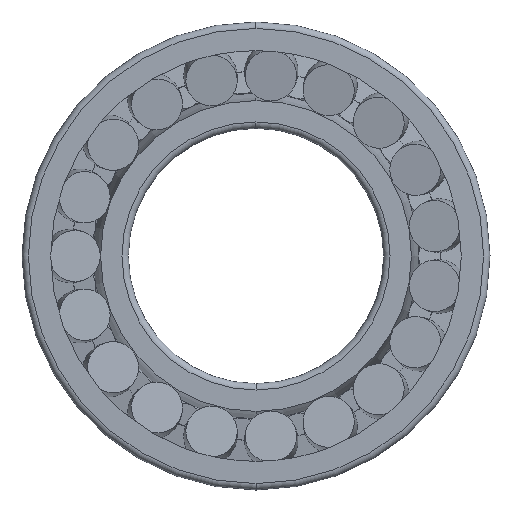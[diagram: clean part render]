
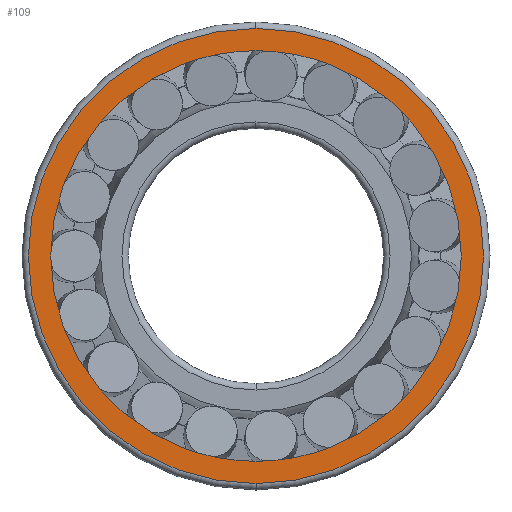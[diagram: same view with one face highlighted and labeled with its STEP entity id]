
A CAD part, left-side view. The second image highlights one B-rep face of the part: STEP entity #109.
In plain terms, the highlighted planar face has unit normal (-1, 0, 0).
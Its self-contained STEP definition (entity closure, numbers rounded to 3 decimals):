
#109=ADVANCED_FACE('',(#423,#424),#425,.T.);
#423=FACE_OUTER_BOUND('',#1042,.T.);
#424=FACE_BOUND('',#1043,.T.);
#425=PLANE('',#1044);
#1042=EDGE_LOOP('',(#1908,#1909,#1910));
#1043=EDGE_LOOP('',(#1911,#1912,#1913));
#1044=AXIS2_PLACEMENT_3D('',#1914,#1915,#1916);
#1908=ORIENTED_EDGE('',*,*,#3880,.F.);
#1909=ORIENTED_EDGE('',*,*,#3879,.F.);
#1910=ORIENTED_EDGE('',*,*,#3921,.F.);
#1911=ORIENTED_EDGE('',*,*,#3925,.T.);
#1912=ORIENTED_EDGE('',*,*,#3858,.T.);
#1913=ORIENTED_EDGE('',*,*,#3926,.T.);
#1914=CARTESIAN_POINT('',(0.,50.875,0.0));
#1915=DIRECTION('',(-1.0,0.,0.0));
#1916=DIRECTION('',(0.,-1.0,0.0));
#3858=EDGE_CURVE('',#4606,#4603,#4607,.T.);
#3879=EDGE_CURVE('',#4645,#4648,#4649,.T.);
#3880=EDGE_CURVE('',#4648,#4650,#4651,.T.);
#3921=EDGE_CURVE('',#4650,#4645,#4708,.T.);
#3925=EDGE_CURVE('',#4713,#4606,#4714,.T.);
#3926=EDGE_CURVE('',#4603,#4713,#4715,.T.);
#4603=VERTEX_POINT('',#5852);
#4606=VERTEX_POINT('',#5855);
#4607=CIRCLE('',#5856,48.25);
#4645=VERTEX_POINT('',#5896);
#4648=VERTEX_POINT('',#5899);
#4649=CIRCLE('',#5900,53.5);
#4650=VERTEX_POINT('',#5901);
#4651=CIRCLE('',#5902,53.5);
#4708=CIRCLE('',#6077,53.5);
#4713=VERTEX_POINT('',#6082);
#4714=CIRCLE('',#6083,48.25);
#4715=CIRCLE('',#6084,48.25);
#5852=CARTESIAN_POINT('',(0.,0.,-48.25));
#5855=CARTESIAN_POINT('',(0.,0.,48.25));
#5856=AXIS2_PLACEMENT_3D('',#12344,#12345,#12346);
#5896=CARTESIAN_POINT('',(0.0,0.,-53.5));
#5899=CARTESIAN_POINT('',(0.0,53.5,0.0));
#5900=AXIS2_PLACEMENT_3D('',#12403,#12404,#12405);
#5901=CARTESIAN_POINT('',(0.0,0.,53.5));
#5902=AXIS2_PLACEMENT_3D('',#12406,#12407,#12408);
#6077=AXIS2_PLACEMENT_3D('',#12476,#12477,#12478);
#6082=CARTESIAN_POINT('',(0.,48.25,0.0));
#6083=AXIS2_PLACEMENT_3D('',#12488,#12489,#12490);
#6084=AXIS2_PLACEMENT_3D('',#12491,#12492,#12493);
#12344=CARTESIAN_POINT('',(0.,0.0,0.0));
#12345=DIRECTION('',(1.0,0.0,0.0));
#12346=DIRECTION('',(0.0,1.0,0.0));
#12403=CARTESIAN_POINT('',(0.0,0.0,0.0));
#12404=DIRECTION('',(1.0,0.0,0.0));
#12405=DIRECTION('',(0.0,1.0,0.0));
#12406=CARTESIAN_POINT('',(0.0,0.0,0.0));
#12407=DIRECTION('',(1.0,0.0,0.0));
#12408=DIRECTION('',(0.0,1.0,0.0));
#12476=CARTESIAN_POINT('',(0.0,0.0,0.0));
#12477=DIRECTION('',(1.0,0.0,0.0));
#12478=DIRECTION('',(0.0,1.0,0.0));
#12488=CARTESIAN_POINT('',(0.,0.0,0.0));
#12489=DIRECTION('',(1.0,0.0,0.0));
#12490=DIRECTION('',(0.0,1.0,0.0));
#12491=CARTESIAN_POINT('',(0.,0.0,0.0));
#12492=DIRECTION('',(1.0,0.0,0.0));
#12493=DIRECTION('',(0.0,1.0,0.0));
